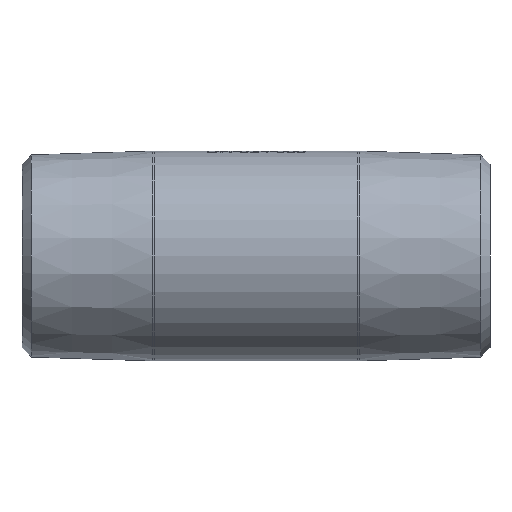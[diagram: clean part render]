
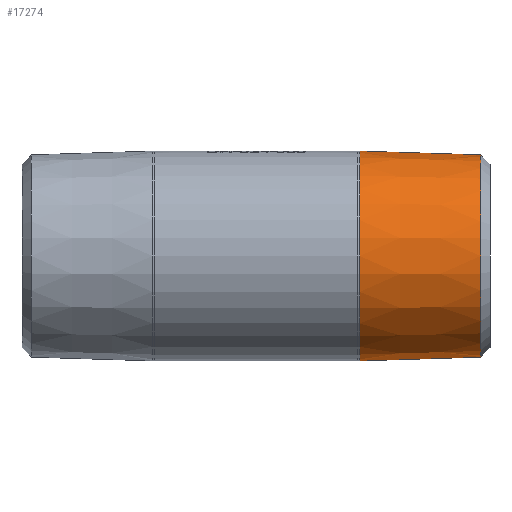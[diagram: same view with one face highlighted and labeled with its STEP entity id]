
A CAD part, front view. The second image highlights one B-rep face of the part: STEP entity #17274.
In plain terms, the highlighted conical face has half-angle 1.79 degrees and reference radius 12.96 mm.
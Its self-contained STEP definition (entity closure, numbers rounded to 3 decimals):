
#1 = DIRECTION ( 'NONE',  ( -1., 0., -0.031 ) ) ;
#68 = ORIENTED_EDGE ( 'NONE', *, *, #786, .T. ) ;
#709 = EDGE_CURVE ( 'NONE', #2797, #11528, #10236, .T. ) ;
#786 = EDGE_CURVE ( 'NONE', #15467, #2797, #2508, .T. ) ;
#2114 = CARTESIAN_POINT ( 'NONE',  ( 28.803, 0., -12.961 ) ) ;
#2331 = ORIENTED_EDGE ( 'NONE', *, *, #709, .T. ) ;
#2398 = CARTESIAN_POINT ( 'NONE',  ( 28.803, 0., 12.961 ) ) ;
#2508 = CIRCLE ( 'NONE', #3058, 12.961 ) ;
#2797 = VERTEX_POINT ( 'NONE', #2398 ) ;
#3058 = AXIS2_PLACEMENT_3D ( 'NONE', #11239, #4255, #15694 ) ;
#4255 = DIRECTION ( 'NONE',  ( -1., 0., 0. ) ) ;
#6478 = DIRECTION ( 'NONE',  ( 0., 0., 1. ) ) ;
#7463 = CONICAL_SURFACE ( 'NONE', #12571, 12.961, 0.031 ) ;
#7912 = FACE_OUTER_BOUND ( 'NONE', #12495, .T. ) ;
#8386 = CARTESIAN_POINT ( 'NONE',  ( 13.3, 0., -13.445 ) ) ;
#8413 = CARTESIAN_POINT ( 'NONE',  ( 28.803, 0., 12.961 ) ) ;
#8609 = VERTEX_POINT ( 'NONE', #8386 ) ;
#9017 = DIRECTION ( 'NONE',  ( -1., 0., 0. ) ) ;
#9888 = DIRECTION ( 'NONE',  ( -1., 0., 0.031 ) ) ;
#9913 = ORIENTED_EDGE ( 'NONE', *, *, #15161, .F. ) ;
#10187 = CARTESIAN_POINT ( 'NONE',  ( 13.3, 0., 13.445 ) ) ;
#10236 = LINE ( 'NONE', #8413, #10898 ) ;
#10898 = VECTOR ( 'NONE', #9888, 1000. ) ;
#11076 = VECTOR ( 'NONE', #1, 1000. ) ;
#11239 = CARTESIAN_POINT ( 'NONE',  ( 28.803, 0., 0. ) ) ;
#11528 = VERTEX_POINT ( 'NONE', #10187 ) ;
#11708 = EDGE_CURVE ( 'NONE', #8609, #11528, #14087, .T. ) ;
#12495 = EDGE_LOOP ( 'NONE', ( #9913, #68, #2331, #15612 ) ) ;
#12571 = AXIS2_PLACEMENT_3D ( 'NONE', #17550, #9017, #6478 ) ;
#12794 = DIRECTION ( 'NONE',  ( -1., 0., 0. ) ) ;
#14087 = CIRCLE ( 'NONE', #16713, 13.445 ) ;
#14286 = CARTESIAN_POINT ( 'NONE',  ( 13.3, 0., 0. ) ) ;
#15161 = EDGE_CURVE ( 'NONE', #15467, #8609, #15801, .T. ) ;
#15467 = VERTEX_POINT ( 'NONE', #2114 ) ;
#15612 = ORIENTED_EDGE ( 'NONE', *, *, #11708, .F. ) ;
#15694 = DIRECTION ( 'NONE',  ( 0., 0., 1. ) ) ;
#15801 = LINE ( 'NONE', #17232, #11076 ) ;
#16713 = AXIS2_PLACEMENT_3D ( 'NONE', #14286, #12794, #18430 ) ;
#17232 = CARTESIAN_POINT ( 'NONE',  ( 28.803, 0., -12.961 ) ) ;
#17274 = ADVANCED_FACE ( 'NONE', ( #7912 ), #7463, .T. ) ;
#17550 = CARTESIAN_POINT ( 'NONE',  ( 28.803, 0., 0. ) ) ;
#18430 = DIRECTION ( 'NONE',  ( 0., 0., 1. ) ) ;
